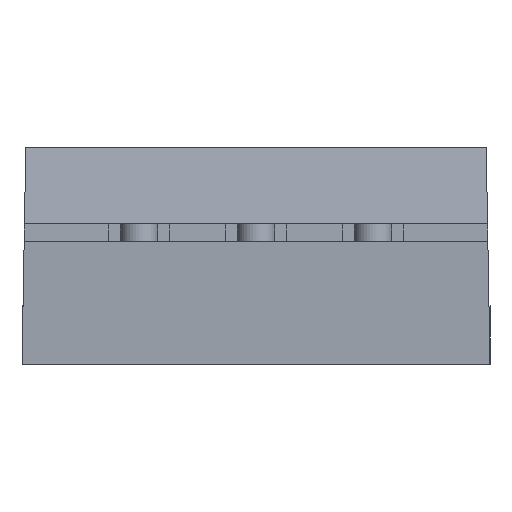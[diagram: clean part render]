
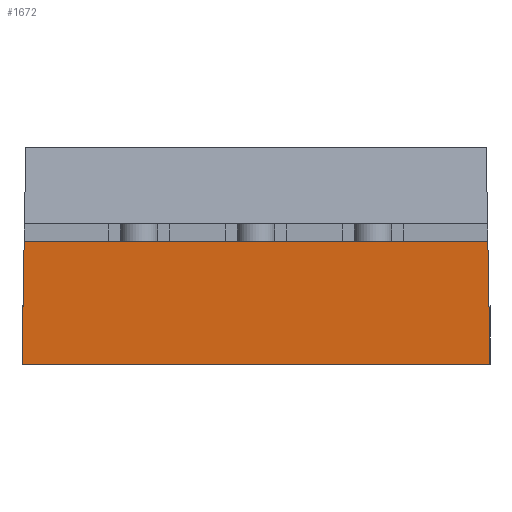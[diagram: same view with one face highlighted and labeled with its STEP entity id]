
A CAD part, front view. The second image highlights one B-rep face of the part: STEP entity #1672.
In plain terms, the highlighted planar face has unit normal (0, -0.999, -0.052).
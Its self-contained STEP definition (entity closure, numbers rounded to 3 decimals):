
#110 = CARTESIAN_POINT ( 'NONE',  ( -5.033, 0., 0.317 ) ) ;
#111 = VECTOR ( 'NONE', #1110, 1000. ) ;
#112 = DIRECTION ( 'NONE',  ( 0., -0.052, 0.999 ) ) ;
#115 = LINE ( 'NONE', #1714, #111 ) ;
#132 = DIRECTION ( 'NONE',  ( 0.017, -0.052, 0.998 ) ) ;
#139 = DIRECTION ( 'NONE',  ( 0., 0.999, 0.052 ) ) ;
#156 = VERTEX_POINT ( 'NONE', #207 ) ;
#179 = ORIENTED_EDGE ( 'NONE', *, *, #1363, .F. ) ;
#180 = LINE ( 'NONE', #1181, #350 ) ;
#207 = CARTESIAN_POINT ( 'NONE',  ( 5.033, 0., 0.318 ) ) ;
#350 = VECTOR ( 'NONE', #585, 1000. ) ;
#357 = LINE ( 'NONE', #1407, #1710 ) ;
#376 = EDGE_LOOP ( 'NONE', ( #1730, #1282, #917, #179 ) ) ;
#406 = EDGE_CURVE ( 'NONE', #1853, #1084, #180, .T. ) ;
#424 = LINE ( 'NONE', #1587, #1551 ) ;
#573 = VERTEX_POINT ( 'NONE', #110 ) ;
#585 = DIRECTION ( 'NONE',  ( -1., 0., 0. ) ) ;
#769 = CARTESIAN_POINT ( 'NONE',  ( 5.08, 0.14, -2.35 ) ) ;
#861 = CARTESIAN_POINT ( 'NONE',  ( -7.62, 0., 0.317 ) ) ;
#917 = ORIENTED_EDGE ( 'NONE', *, *, #1210, .F. ) ;
#997 = DIRECTION ( 'NONE',  ( 0.017, 0.052, -0.998 ) ) ;
#1084 = VERTEX_POINT ( 'NONE', #1608 ) ;
#1110 = DIRECTION ( 'NONE',  ( 1., 0., 0. ) ) ;
#1140 = FACE_OUTER_BOUND ( 'NONE', #376, .T. ) ;
#1168 = EDGE_CURVE ( 'NONE', #156, #1853, #357, .T. ) ;
#1181 = CARTESIAN_POINT ( 'NONE',  ( 0., 0.14, -2.349 ) ) ;
#1210 = EDGE_CURVE ( 'NONE', #573, #156, #115, .T. ) ;
#1282 = ORIENTED_EDGE ( 'NONE', *, *, #1168, .F. ) ;
#1363 = EDGE_CURVE ( 'NONE', #1084, #573, #424, .T. ) ;
#1407 = CARTESIAN_POINT ( 'NONE',  ( 5.033, 0., 0.318 ) ) ;
#1551 = VECTOR ( 'NONE', #132, 1000. ) ;
#1587 = CARTESIAN_POINT ( 'NONE',  ( -5.08, 0.14, -2.35 ) ) ;
#1608 = CARTESIAN_POINT ( 'NONE',  ( -5.08, 0.14, -2.35 ) ) ;
#1672 = ADVANCED_FACE ( 'NONE', ( #1140 ), #1870, .F. ) ;
#1710 = VECTOR ( 'NONE', #997, 1000. ) ;
#1714 = CARTESIAN_POINT ( 'NONE',  ( -7.62, 0., 0.317 ) ) ;
#1730 = ORIENTED_EDGE ( 'NONE', *, *, #406, .F. ) ;
#1853 = VERTEX_POINT ( 'NONE', #769 ) ;
#1870 = PLANE ( 'NONE',  #1889 ) ;
#1889 = AXIS2_PLACEMENT_3D ( 'NONE', #861, #139, #112 ) ;
